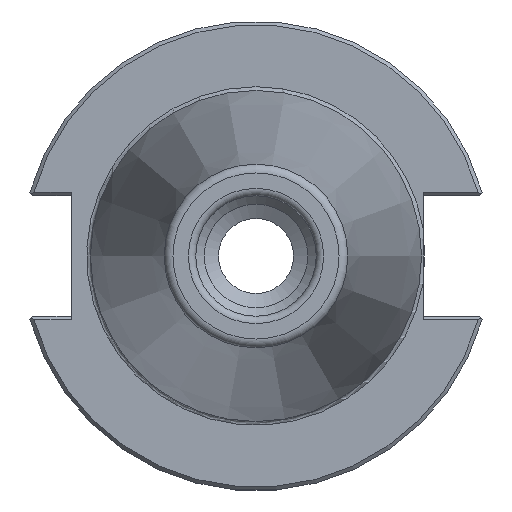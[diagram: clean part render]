
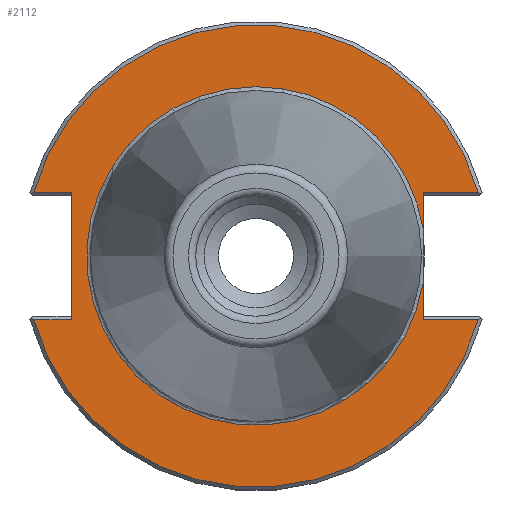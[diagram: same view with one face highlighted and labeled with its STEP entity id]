
A CAD part, left-side view. The second image highlights one B-rep face of the part: STEP entity #2112.
In plain terms, the highlighted planar face has unit normal (-1, 0, 0).
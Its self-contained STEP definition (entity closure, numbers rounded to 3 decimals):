
#66=CIRCLE('',#2235,31.275);
#77=CIRCLE('',#2260,31.275);
#78=CIRCLE('',#2261,22.9);
#79=CIRCLE('',#2262,22.9);
#288=FACE_OUTER_BOUND('',#404,.T.);
#404=EDGE_LOOP('',(#1466,#1467,#1468,#1469,#1470,#1471,#1472,#1473,#1474,
#1475,#1476));
#567=LINE('',#3204,#679);
#586=LINE('',#3335,#698);
#594=LINE('',#3427,#706);
#595=LINE('',#3432,#707);
#596=LINE('',#3434,#708);
#597=LINE('',#3440,#709);
#598=LINE('',#3441,#710);
#679=VECTOR('',#2521,10.);
#698=VECTOR('',#2572,10.);
#706=VECTOR('',#2602,10.);
#707=VECTOR('',#2607,10.);
#708=VECTOR('',#2608,10.);
#709=VECTOR('',#2613,10.);
#710=VECTOR('',#2614,10.);
#791=VERTEX_POINT('',#3201);
#792=VERTEX_POINT('',#3203);
#803=VERTEX_POINT('',#3259);
#823=VERTEX_POINT('',#3333);
#843=VERTEX_POINT('',#3423);
#844=VERTEX_POINT('',#3429);
#845=VERTEX_POINT('',#3431);
#846=VERTEX_POINT('',#3433);
#847=VERTEX_POINT('',#3435);
#848=VERTEX_POINT('',#3437);
#849=VERTEX_POINT('',#3439);
#1028=EDGE_CURVE('',#791,#792,#567,.T.);
#1042=EDGE_CURVE('',#792,#803,#66,.T.);
#1070=EDGE_CURVE('',#791,#823,#586,.T.);
#1096=EDGE_CURVE('',#843,#823,#594,.T.);
#1097=EDGE_CURVE('',#844,#843,#77,.T.);
#1098=EDGE_CURVE('',#845,#844,#595,.T.);
#1099=EDGE_CURVE('',#845,#846,#596,.T.);
#1100=EDGE_CURVE('',#846,#847,#78,.T.);
#1101=EDGE_CURVE('',#847,#848,#79,.T.);
#1102=EDGE_CURVE('',#848,#849,#597,.T.);
#1103=EDGE_CURVE('',#803,#849,#598,.T.);
#1466=ORIENTED_EDGE('',*,*,#1070,.T.);
#1467=ORIENTED_EDGE('',*,*,#1096,.F.);
#1468=ORIENTED_EDGE('',*,*,#1097,.F.);
#1469=ORIENTED_EDGE('',*,*,#1098,.F.);
#1470=ORIENTED_EDGE('',*,*,#1099,.T.);
#1471=ORIENTED_EDGE('',*,*,#1100,.T.);
#1472=ORIENTED_EDGE('',*,*,#1101,.T.);
#1473=ORIENTED_EDGE('',*,*,#1102,.T.);
#1474=ORIENTED_EDGE('',*,*,#1103,.F.);
#1475=ORIENTED_EDGE('',*,*,#1042,.F.);
#1476=ORIENTED_EDGE('',*,*,#1028,.F.);
#2057=PLANE('',#2259);
#2112=ADVANCED_FACE('',(#288),#2057,.T.);
#2235=AXIS2_PLACEMENT_3D('',#3260,#2534,#2535);
#2259=AXIS2_PLACEMENT_3D('',#3428,#2603,#2604);
#2260=AXIS2_PLACEMENT_3D('',#3430,#2605,#2606);
#2261=AXIS2_PLACEMENT_3D('',#3436,#2609,#2610);
#2262=AXIS2_PLACEMENT_3D('',#3438,#2611,#2612);
#2521=DIRECTION('',(0.,1.,0.));
#2534=DIRECTION('center_axis',(1.,0.,0.));
#2535=DIRECTION('ref_axis',(0.,0.,-1.));
#2572=DIRECTION('',(0.,0.,-1.));
#2602=DIRECTION('',(0.,-1.,0.));
#2603=DIRECTION('center_axis',(-1.,0.,0.));
#2604=DIRECTION('ref_axis',(0.,0.,1.));
#2605=DIRECTION('center_axis',(1.,0.,0.));
#2606=DIRECTION('ref_axis',(0.,0.,-1.));
#2607=DIRECTION('',(0.,-1.,0.));
#2608=DIRECTION('',(0.,0.,1.));
#2609=DIRECTION('center_axis',(1.,0.,0.));
#2610=DIRECTION('ref_axis',(0.,0.,-1.));
#2611=DIRECTION('center_axis',(1.,0.,0.));
#2612=DIRECTION('ref_axis',(0.,0.,-1.));
#2613=DIRECTION('',(0.,0.,1.));
#2614=DIRECTION('',(0.,1.,0.));
#3201=CARTESIAN_POINT('',(3.175,25.,8.65));
#3203=CARTESIAN_POINT('',(3.175,30.055,8.65));
#3204=CARTESIAN_POINT('',(3.175,28.137,8.65));
#3259=CARTESIAN_POINT('',(3.175,-30.055,8.65));
#3260=CARTESIAN_POINT('Origin',(3.175,0.,0.));
#3333=CARTESIAN_POINT('',(3.175,25.,-8.65));
#3335=CARTESIAN_POINT('',(3.175,25.,-4.075));
#3423=CARTESIAN_POINT('',(3.175,30.055,-8.65));
#3427=CARTESIAN_POINT('',(3.175,36.021,-8.65));
#3428=CARTESIAN_POINT('Origin',(3.175,31.275,0.));
#3429=CARTESIAN_POINT('',(3.175,-30.055,-8.65));
#3430=CARTESIAN_POINT('Origin',(3.175,0.,0.));
#3431=CARTESIAN_POINT('',(3.175,-22.6,-8.65));
#3432=CARTESIAN_POINT('',(3.175,4.337,-8.65));
#3433=CARTESIAN_POINT('',(3.175,-22.6,-3.694));
#3434=CARTESIAN_POINT('',(3.175,-22.6,4.075));
#3435=CARTESIAN_POINT('',(3.175,0.,22.9));
#3436=CARTESIAN_POINT('Origin',(3.175,0.,0.));
#3437=CARTESIAN_POINT('',(3.175,-22.6,3.694));
#3438=CARTESIAN_POINT('Origin',(3.175,0.,0.));
#3439=CARTESIAN_POINT('',(3.175,-22.6,8.65));
#3440=CARTESIAN_POINT('',(3.175,-22.6,4.075));
#3441=CARTESIAN_POINT('',(3.175,-4.456,8.65));
